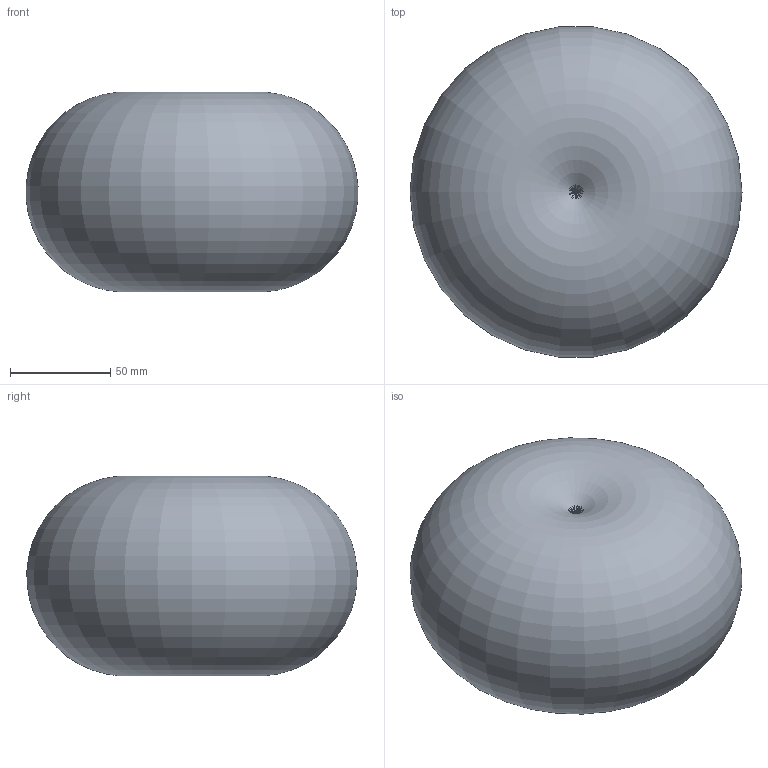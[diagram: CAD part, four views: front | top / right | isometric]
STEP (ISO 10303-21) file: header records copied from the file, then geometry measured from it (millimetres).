
FILE_DESCRIPTION(/* description */ ('Alibre Inc.'),/* implementation_level */ '2;1');
FILE_NAME(/* name */ 'export-50EBB439-9093-4FAB-B83F-B6970E2B9D70',/* time_stamp */ '2024-07-29T14:45:51+02:00',/* author */ (''),/* organization */ (''),/* preprocessor_version */ 'ST-DEVELOPER v17',/* originating_system */ 'Alibre',/* authorisation */ '');
FILE_SCHEMA (('AUTOMOTIVE_DESIGN'));
Length unit declared in the file: millimetre
Products named in the file (5): 0006963; 0006879; 0006880; 0006964; Assem1
Bounding box: 165.84 x 164.93 x 99.84 mm (x, y, z)
Volume: 1650882.3 mm3; surface area: 85380.1 mm2
Topology: 4 solids, 4 shells, 143 faces, 376 edges, 243 vertices
Faces by surface type: plane 70, bspline 38, cylinder 15, torus 10, cone 10
Full cylindrical faces by diameter (mm): 3.5 x1, 4.4 x2, 4.5 x1, 5.2 x1, 5.5 x2, 16 x2, 22 x2, 27 x1
Entity records: 34477 total; most frequent: CARTESIAN_POINT 31220, ORIENTED_EDGE 736, DIRECTION 439, EDGE_CURVE 368, VERTEX_POINT 242, VECTOR 187, LINE 187, AXIS2_PLACEMENT_3D 166
